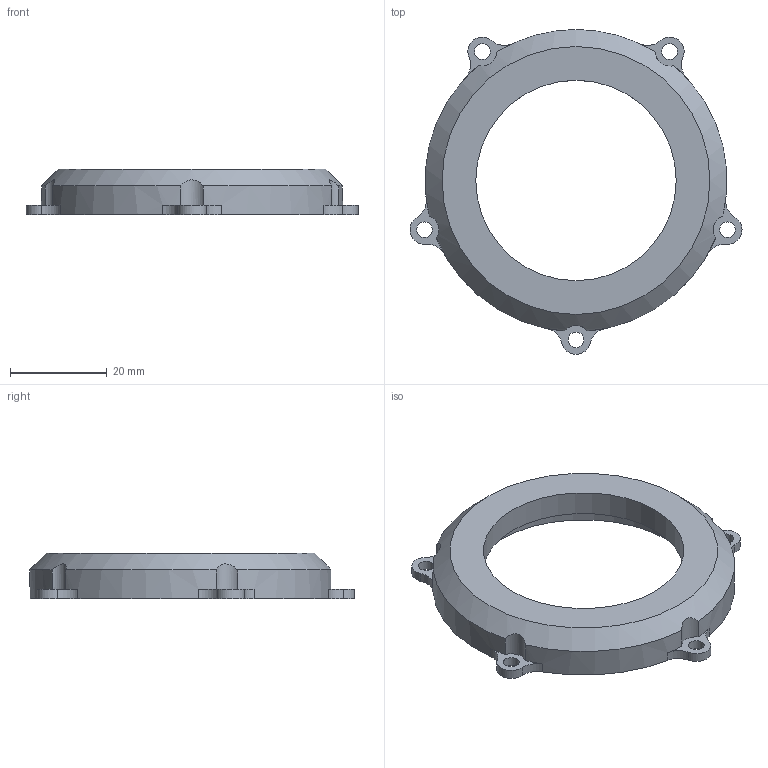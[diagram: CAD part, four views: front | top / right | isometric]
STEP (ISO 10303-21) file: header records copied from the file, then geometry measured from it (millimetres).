
FILE_DESCRIPTION(/* description */ (''),/* implementation_level */ '2;1');
FILE_NAME(/* name */ 'Top.step',/* time_stamp */ '2023-11-23T20:45:37-05:00',/* author */ (''),/* organization */ (''),/* preprocessor_version */ 'ST-DEVELOPER v20',/* originating_system */ 'Autodesk Translation Framework v12.14.0.127',/* authorisation */ '');
FILE_SCHEMA (('AUTOMOTIVE_DESIGN { 1 0 10303 214 3 1 1 }'));
Length unit declared in the file: millimetre
Products named in the file (1): Top
Bounding box: 68.77 x 67.25 x 9.5 mm (x, y, z)
Volume: 12975 mm3; surface area: 6599.4 mm2
Topology: 1 solids, 1 shells, 41 faces, 114 edges, 76 vertices
Faces by surface type: cylinder 32, plane 8, cone 1
Full cylindrical faces by diameter (mm): 3.25 x5, 41.511 x1, 49.011 x1
Entity records: 1478 total; most frequent: CARTESIAN_POINT 297, DIRECTION 264, ORIENTED_EDGE 228, EDGE_CURVE 114, AXIS2_PLACEMENT_3D 113, VERTEX_POINT 76, CIRCLE 71, EDGE_LOOP 54
